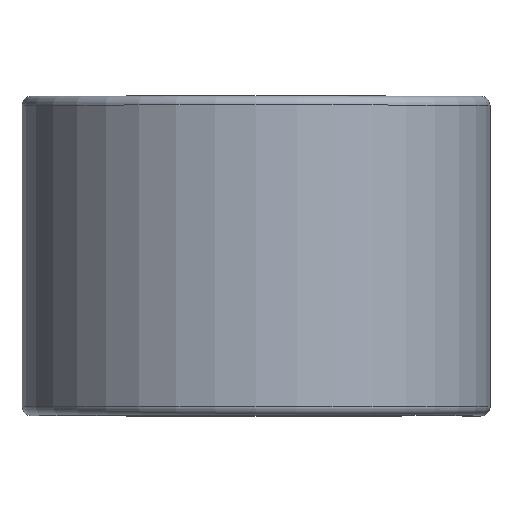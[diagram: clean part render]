
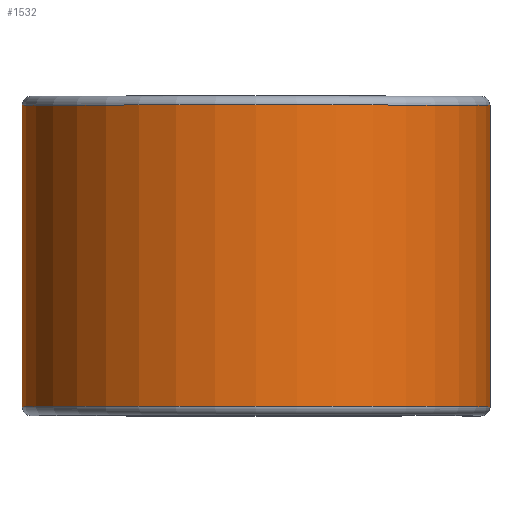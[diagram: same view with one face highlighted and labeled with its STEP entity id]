
A CAD part, top view. The second image highlights one B-rep face of the part: STEP entity #1532.
In plain terms, the highlighted cylindrical face has radius 19.774 mm (diameter 39.548 mm), a partial arc.
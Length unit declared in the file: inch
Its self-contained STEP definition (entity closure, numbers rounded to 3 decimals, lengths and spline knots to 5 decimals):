
#131 = VERTEX_POINT ( 'NONE', #1364 ) ;
#305 = DIRECTION ( 'NONE',  ( 0., 0., -1. ) ) ;
#396 = FACE_OUTER_BOUND ( 'NONE', #1752, .T. ) ;
#419 = CARTESIAN_POINT ( 'NONE',  ( 0., 0.50125, -0.7785 ) ) ;
#452 = CARTESIAN_POINT ( 'NONE',  ( 0., 0.5, 0. ) ) ;
#459 = EDGE_CURVE ( 'NONE', #131, #1417, #1943, .T. ) ;
#752 = DIRECTION ( 'NONE',  ( 0., -1., 0. ) ) ;
#780 = CARTESIAN_POINT ( 'NONE',  ( 0.7785, 0.50125, 0. ) ) ;
#822 = CARTESIAN_POINT ( 'NONE',  ( 0., 0.50125, -0.7785 ) ) ;
#843 = CARTESIAN_POINT ( 'NONE',  ( 0., -0.50125, 0. ) ) ;
#883 = EDGE_CURVE ( 'NONE', #1185, #1417, #2288, .T. ) ;
#894 = AXIS2_PLACEMENT_3D ( 'NONE', #843, #2134, #1032 ) ;
#898 = CIRCLE ( 'NONE', #894, 0.7785 ) ;
#1013 = VECTOR ( 'NONE', #2115, 39.37008 ) ;
#1032 = DIRECTION ( 'NONE',  ( 0., 0., -1. ) ) ;
#1059 = ORIENTED_EDGE ( 'NONE', *, *, #459, .F. ) ;
#1095 = VERTEX_POINT ( 'NONE', #1175 ) ;
#1117 = AXIS2_PLACEMENT_3D ( 'NONE', #452, #1711, #305 ) ;
#1136 = LINE ( 'NONE', #780, #1204 ) ;
#1175 = CARTESIAN_POINT ( 'NONE',  ( 0.7785, -0.50125, 0. ) ) ;
#1185 = VERTEX_POINT ( 'NONE', #1783 ) ;
#1204 = VECTOR ( 'NONE', #2061, 39.37008 ) ;
#1296 = ORIENTED_EDGE ( 'NONE', *, *, #1702, .T. ) ;
#1364 = CARTESIAN_POINT ( 'NONE',  ( 0., -0.50125, -0.7785 ) ) ;
#1417 = VERTEX_POINT ( 'NONE', #419 ) ;
#1431 = AXIS2_PLACEMENT_3D ( 'NONE', #1848, #752, #2042 ) ;
#1532 = ADVANCED_FACE ( 'NONE', ( #396 ), #1946, .T. ) ;
#1702 = EDGE_CURVE ( 'NONE', #1095, #1185, #1136, .T. ) ;
#1711 = DIRECTION ( 'NONE',  ( 0., -1., 0. ) ) ;
#1752 = EDGE_LOOP ( 'NONE', ( #1296, #2357, #1059, #2172 ) ) ;
#1783 = CARTESIAN_POINT ( 'NONE',  ( 0.7785, 0.50125, 0. ) ) ;
#1848 = CARTESIAN_POINT ( 'NONE',  ( 0., 0.50125, 0. ) ) ;
#1918 = EDGE_CURVE ( 'NONE', #1095, #131, #898, .T. ) ;
#1943 = LINE ( 'NONE', #822, #1013 ) ;
#1946 = CYLINDRICAL_SURFACE ( 'NONE', #1117, 0.7785 ) ;
#2042 = DIRECTION ( 'NONE',  ( 0., 0., -1. ) ) ;
#2061 = DIRECTION ( 'NONE',  ( 0., 1., 0. ) ) ;
#2115 = DIRECTION ( 'NONE',  ( 0., 1., 0. ) ) ;
#2134 = DIRECTION ( 'NONE',  ( 0., -1., 0. ) ) ;
#2172 = ORIENTED_EDGE ( 'NONE', *, *, #1918, .F. ) ;
#2288 = CIRCLE ( 'NONE', #1431, 0.7785 ) ;
#2357 = ORIENTED_EDGE ( 'NONE', *, *, #883, .T. ) ;
